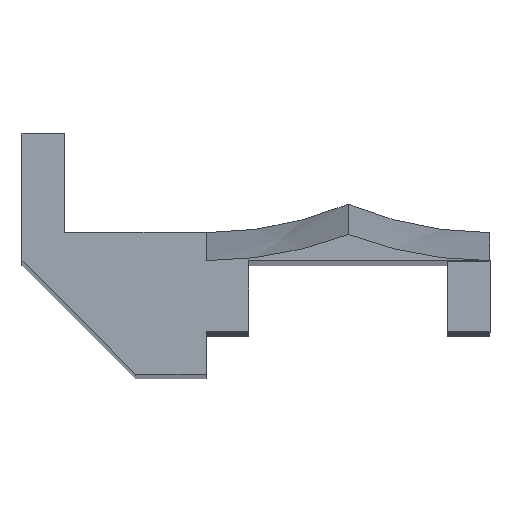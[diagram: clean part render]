
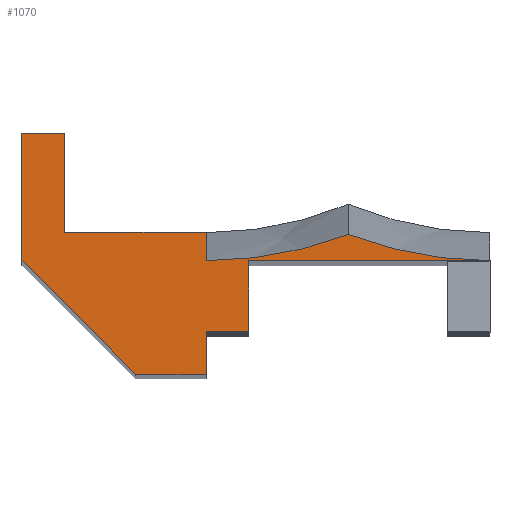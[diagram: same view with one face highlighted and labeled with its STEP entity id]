
A CAD part, top view. The second image highlights one B-rep face of the part: STEP entity #1070.
In plain terms, the highlighted planar face has unit normal (0, 0, 1).
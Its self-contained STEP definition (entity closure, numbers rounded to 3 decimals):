
#18=CIRCLE('',#1144,28.);
#21=CIRCLE('',#1148,28.);
#40=FACE_OUTER_BOUND('',#95,.T.);
#95=EDGE_LOOP('',(#825,#826,#827,#828,#829,#830,#831,#832,#833,#834,#835,
#836,#837));
#138=LINE('',#1475,#287);
#180=LINE('',#1560,#329);
#183=LINE('',#1568,#332);
#187=LINE('',#1575,#336);
#202=LINE('',#1601,#351);
#204=LINE('',#1605,#353);
#209=LINE('',#1615,#358);
#213=LINE('',#1622,#362);
#215=LINE('',#1625,#364);
#235=LINE('',#1677,#384);
#236=LINE('',#1678,#385);
#287=VECTOR('',#1201,10.);
#329=VECTOR('',#1245,10.);
#332=VECTOR('',#1250,10.);
#336=VECTOR('',#1256,10.);
#351=VECTOR('',#1273,10.);
#353=VECTOR('',#1277,10.);
#358=VECTOR('',#1284,10.);
#362=VECTOR('',#1290,10.);
#364=VECTOR('',#1294,10.);
#384=VECTOR('',#1338,10.);
#385=VECTOR('',#1339,10.);
#435=VERTEX_POINT('',#1471);
#436=VERTEX_POINT('',#1473);
#437=VERTEX_POINT('',#1477);
#478=VERTEX_POINT('',#1558);
#481=VERTEX_POINT('',#1565);
#482=VERTEX_POINT('',#1567);
#484=VERTEX_POINT('',#1573);
#494=VERTEX_POINT('',#1599);
#495=VERTEX_POINT('',#1604);
#499=VERTEX_POINT('',#1613);
#501=VERTEX_POINT('',#1620);
#502=VERTEX_POINT('',#1627);
#517=VERTEX_POINT('',#1676);
#539=EDGE_CURVE('',#436,#435,#138,.T.);
#581=EDGE_CURVE('',#437,#478,#180,.T.);
#584=EDGE_CURVE('',#481,#482,#183,.T.);
#588=EDGE_CURVE('',#484,#481,#187,.T.);
#603=EDGE_CURVE('',#494,#484,#202,.T.);
#605=EDGE_CURVE('',#482,#495,#204,.T.);
#610=EDGE_CURVE('',#499,#436,#209,.T.);
#614=EDGE_CURVE('',#501,#499,#213,.T.);
#616=EDGE_CURVE('',#495,#501,#215,.T.);
#617=EDGE_CURVE('',#502,#478,#18,.T.);
#622=EDGE_CURVE('',#435,#502,#21,.T.);
#643=EDGE_CURVE('',#517,#494,#235,.T.);
#644=EDGE_CURVE('',#437,#517,#236,.T.);
#825=ORIENTED_EDGE('',*,*,#622,.F.);
#826=ORIENTED_EDGE('',*,*,#539,.F.);
#827=ORIENTED_EDGE('',*,*,#610,.F.);
#828=ORIENTED_EDGE('',*,*,#614,.F.);
#829=ORIENTED_EDGE('',*,*,#616,.F.);
#830=ORIENTED_EDGE('',*,*,#605,.F.);
#831=ORIENTED_EDGE('',*,*,#584,.F.);
#832=ORIENTED_EDGE('',*,*,#588,.F.);
#833=ORIENTED_EDGE('',*,*,#603,.F.);
#834=ORIENTED_EDGE('',*,*,#643,.F.);
#835=ORIENTED_EDGE('',*,*,#644,.F.);
#836=ORIENTED_EDGE('',*,*,#581,.T.);
#837=ORIENTED_EDGE('',*,*,#617,.F.);
#1015=PLANE('',#1154);
#1070=ADVANCED_FACE('',(#40),#1015,.T.);
#1144=AXIS2_PLACEMENT_3D('',#1628,#1297,#1298);
#1148=AXIS2_PLACEMENT_3D('',#1639,#1306,#1307);
#1154=AXIS2_PLACEMENT_3D('',#1675,#1336,#1337);
#1201=DIRECTION('',(0.,-1.,0.));
#1245=DIRECTION('',(1.,0.,0.));
#1250=DIRECTION('',(-0.707,0.707,0.));
#1256=DIRECTION('',(-1.,0.,0.));
#1273=DIRECTION('',(0.,-1.,0.));
#1277=DIRECTION('',(0.,1.,0.));
#1284=DIRECTION('',(1.,0.,0.));
#1290=DIRECTION('',(0.,-1.,0.));
#1294=DIRECTION('',(1.,0.,0.));
#1297=DIRECTION('center_axis',(0.,0.,1.));
#1298=DIRECTION('ref_axis',(-0.385,-0.923,0.));
#1306=DIRECTION('center_axis',(0.,0.,1.));
#1307=DIRECTION('ref_axis',(0.,-1.,0.));
#1336=DIRECTION('center_axis',(0.,0.,1.));
#1337=DIRECTION('ref_axis',(1.,0.,0.));
#1338=DIRECTION('',(-1.,0.,0.));
#1339=DIRECTION('',(0.,-1.,0.));
#1471=CARTESIAN_POINT('',(-20.,5.5,99.));
#1473=CARTESIAN_POINT('',(-20.,7.5,99.));
#1475=CARTESIAN_POINT('',(-20.,5.75,99.));
#1477=CARTESIAN_POINT('',(-17.,5.5,99.));
#1558=CARTESIAN_POINT('',(0.,5.5,99.));
#1560=CARTESIAN_POINT('',(-20.,5.5,99.));
#1565=CARTESIAN_POINT('',(-25.,-2.5,99.));
#1567=CARTESIAN_POINT('',(-33.,5.5,99.));
#1568=CARTESIAN_POINT('',(-31.125,3.625,99.));
#1573=CARTESIAN_POINT('',(-20.,-2.5,99.));
#1575=CARTESIAN_POINT('',(-25.,-2.5,99.));
#1599=CARTESIAN_POINT('',(-20.,0.5,99.));
#1601=CARTESIAN_POINT('',(-20.,1.75,99.));
#1604=CARTESIAN_POINT('',(-33.,14.5,99.));
#1605=CARTESIAN_POINT('',(-33.,10.25,99.));
#1613=CARTESIAN_POINT('',(-30.,7.5,99.));
#1615=CARTESIAN_POINT('',(-22.5,7.5,99.));
#1620=CARTESIAN_POINT('',(-30.,14.5,99.));
#1622=CARTESIAN_POINT('',(-30.,6.75,99.));
#1625=CARTESIAN_POINT('',(-27.5,14.5,99.));
#1627=CARTESIAN_POINT('',(-10.,7.347,99.));
#1628=CARTESIAN_POINT('Origin',(0.,33.5,99.));
#1639=CARTESIAN_POINT('Origin',(-20.,33.5,99.));
#1675=CARTESIAN_POINT('Origin',(-20.,5.5,99.));
#1676=CARTESIAN_POINT('',(-17.,0.5,99.));
#1677=CARTESIAN_POINT('',(-22.5,0.5,99.));
#1678=CARTESIAN_POINT('',(-17.,3.25,99.));
